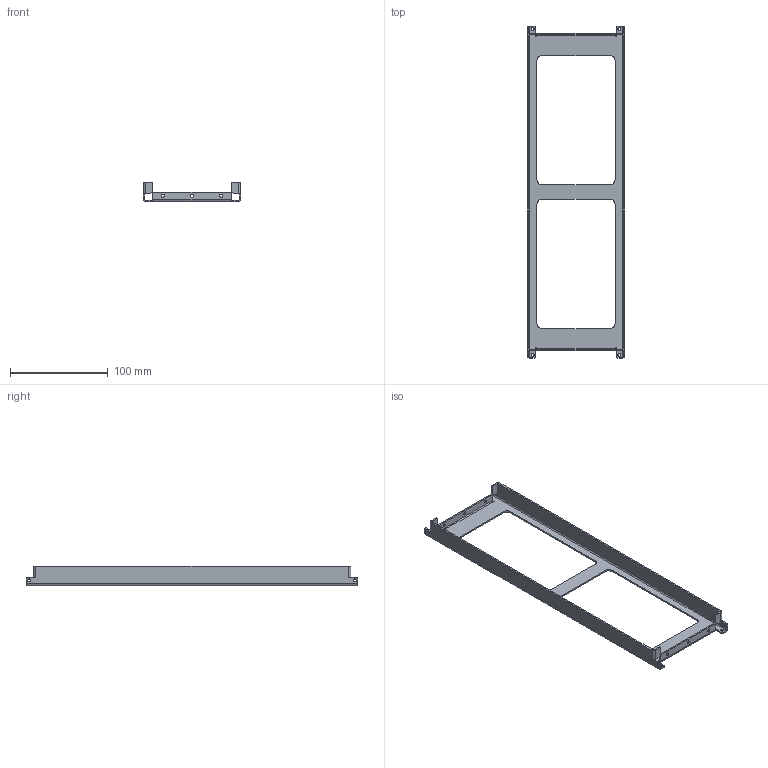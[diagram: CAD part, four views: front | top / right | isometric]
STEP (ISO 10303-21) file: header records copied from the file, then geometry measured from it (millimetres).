
FILE_DESCRIPTION (( 'STEP AP203' ), '1' );
FILE_NAME ('Mirrorside_Default_sldprt.STEP', '2025-04-23T09:07:28', ( '' ), ( '' ), 'SwSTEP 2.0', 'SolidWorks 2024', '' );
FILE_SCHEMA (( 'CONFIG_CONTROL_DESIGN' ));
Length unit declared in the file: millimetre
Products named in the file (1): Mirrorside_Default_sldprt
Bounding box: 100 x 340.5 x 20 mm (x, y, z)
Volume: 37273.9 mm3; surface area: 52793.6 mm2
Topology: 1 solids, 1 shells, 146 faces, 372 edges, 228 vertices
Faces by surface type: plane 82, cylinder 64
Entity records: 4509 total; most frequent: DIRECTION 798, CARTESIAN_POINT 747, ORIENTED_EDGE 744, EDGE_CURVE 372, AXIS2_PLACEMENT_3D 279, VECTOR 240, LINE 240, VERTEX_POINT 228
